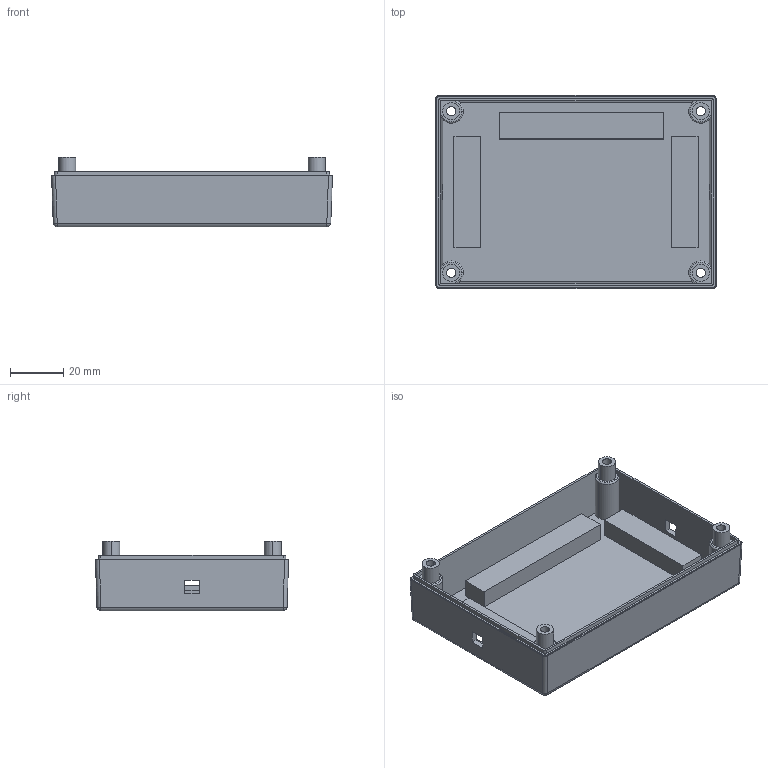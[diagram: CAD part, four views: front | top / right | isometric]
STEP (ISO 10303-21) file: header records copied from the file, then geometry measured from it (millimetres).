
FILE_DESCRIPTION (( 'STEP AP203' ), '1' );
FILE_NAME ('褲极綴裔.STEP', '2016-09-26T09:18:40', ( '' ), ( '' ), 'SwSTEP 2.0', 'SolidWorks 2013', '' );
FILE_SCHEMA (( 'CONFIG_CONTROL_DESIGN' ));
Length unit declared in the file: millimetre
Products named in the file (1): 褲极綴裔
Bounding box: 105.87 x 72.87 x 26.3 mm (x, y, z)
Volume: 35611.1 mm3; surface area: 34299.2 mm2
Topology: 1 solids, 1 shells, 127 faces, 324 edges, 210 vertices
Faces by surface type: plane 71, cylinder 46, torus 6, sphere 4
Entity records: 4001 total; most frequent: CARTESIAN_POINT 770, DIRECTION 658, ORIENTED_EDGE 648, EDGE_CURVE 324, AXIS2_PLACEMENT_3D 226, VERTEX_POINT 210, VECTOR 206, LINE 206
